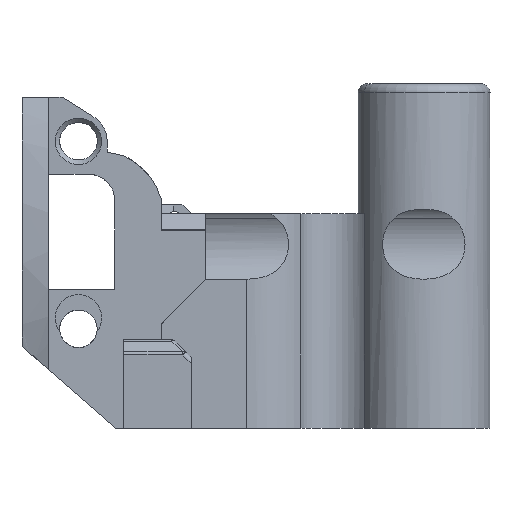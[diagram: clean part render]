
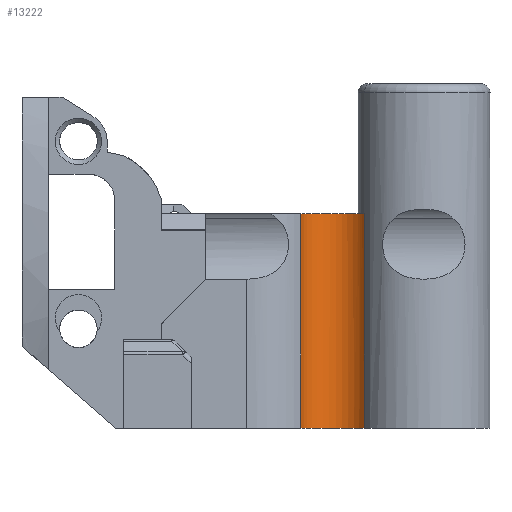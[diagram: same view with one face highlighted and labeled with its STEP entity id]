
A CAD part, left-side view. The second image highlights one B-rep face of the part: STEP entity #13222.
In plain terms, the highlighted cylindrical face has radius 8.648 mm (diameter 17.295 mm), a partial arc.
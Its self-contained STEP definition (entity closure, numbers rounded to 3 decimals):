
#1511 = PLANE('',#1512);
#1512 = AXIS2_PLACEMENT_3D('',#1513,#1514,#1515);
#1513 = CARTESIAN_POINT('',(-6.719,36.466,0.));
#1514 = DIRECTION('',(0.,0.,-1.));
#1515 = DIRECTION('',(-1.,0.,0.));
#2657 = PLANE('',#2658);
#2658 = AXIS2_PLACEMENT_3D('',#2659,#2660,#2661);
#2659 = CARTESIAN_POINT('',(-4.03,48.244,48.576));
#2660 = DIRECTION('',(0.,0.,1.));
#2661 = DIRECTION('',(1.,0.,0.));
#3194 = VERTEX_POINT('',#3195);
#3195 = CARTESIAN_POINT('',(-6.467,16.311,0.));
#3214 = CYLINDRICAL_SURFACE('',#3215,15.);
#3215 = AXIS2_PLACEMENT_3D('',#3216,#3217,#3218);
#3216 = CARTESIAN_POINT('',(0.,2.777,0.));
#3217 = DIRECTION('',(-0.,-0.,-1.));
#3218 = DIRECTION('',(1.,0.,0.));
#3248 = EDGE_CURVE('',#3194,#3249,#3251,.T.);
#3249 = VERTEX_POINT('',#3250);
#3250 = CARTESIAN_POINT('',(-8.908,30.708,0.));
#3251 = SURFACE_CURVE('',#3252,(#3257,#3268),.PCURVE_S1.);
#3252 = CIRCLE('',#3253,8.648);
#3253 = AXIS2_PLACEMENT_3D('',#3254,#3255,#3256);
#3254 = CARTESIAN_POINT('',(-12.256,22.735,0.));
#3255 = DIRECTION('',(0.,0.,1.));
#3256 = DIRECTION('',(1.,0.,0.));
#3257 = PCURVE('',#1511,#3258);
#3258 = DEFINITIONAL_REPRESENTATION('',(#3259),#3267);
#3259 = ( BOUNDED_CURVE() B_SPLINE_CURVE(2,(#3260,#3261,#3262,#3263,
#3264,#3265,#3266),.UNSPECIFIED.,.F.,.F.) B_SPLINE_CURVE_WITH_KNOTS((1,2
    ,2,2,2,1),(-2.094,0.,2.094,4.189,
6.283,8.378),.UNSPECIFIED.) CURVE() 
GEOMETRIC_REPRESENTATION_ITEM() RATIONAL_B_SPLINE_CURVE((1.,0.5,1.,0.5,
1.,0.5,1.)) REPRESENTATION_ITEM('') );
#3260 = CARTESIAN_POINT('',(-3.111,-13.731));
#3261 = CARTESIAN_POINT('',(-3.111,1.247));
#3262 = CARTESIAN_POINT('',(9.86,-6.242));
#3263 = CARTESIAN_POINT('',(22.832,-13.731));
#3264 = CARTESIAN_POINT('',(9.86,-21.22));
#3265 = CARTESIAN_POINT('',(-3.111,-28.709));
#3266 = CARTESIAN_POINT('',(-3.111,-13.731));
#3267 = ( GEOMETRIC_REPRESENTATION_CONTEXT(2) 
PARAMETRIC_REPRESENTATION_CONTEXT() REPRESENTATION_CONTEXT('2D SPACE',''
  ) );
#3268 = PCURVE('',#3269,#3274);
#3269 = CYLINDRICAL_SURFACE('',#3270,8.648);
#3270 = AXIS2_PLACEMENT_3D('',#3271,#3272,#3273);
#3271 = CARTESIAN_POINT('',(-12.256,22.735,0.));
#3272 = DIRECTION('',(-0.,-0.,-1.));
#3273 = DIRECTION('',(1.,0.,0.));
#3274 = DEFINITIONAL_REPRESENTATION('',(#3275),#3279);
#3275 = LINE('',#3276,#3277);
#3276 = CARTESIAN_POINT('',(6.283,-0.));
#3277 = VECTOR('',#3278,1.);
#3278 = DIRECTION('',(-1.,0.));
#3279 = ( GEOMETRIC_REPRESENTATION_CONTEXT(2) 
PARAMETRIC_REPRESENTATION_CONTEXT() REPRESENTATION_CONTEXT('2D SPACE',''
  ) );
#3302 = CYLINDRICAL_SURFACE('',#3303,15.);
#3303 = AXIS2_PLACEMENT_3D('',#3304,#3305,#3306);
#3304 = CARTESIAN_POINT('',(0.,42.777,0.));
#3305 = DIRECTION('',(-0.,-0.,-1.));
#3306 = DIRECTION('',(1.,0.,0.));
#5922 = VERTEX_POINT('',#5923);
#5923 = CARTESIAN_POINT('',(-8.908,30.708,48.576));
#5949 = EDGE_CURVE('',#5922,#5950,#5952,.T.);
#5950 = VERTEX_POINT('',#5951);
#5951 = CARTESIAN_POINT('',(-3.718,24.111,48.576));
#5952 = SURFACE_CURVE('',#5953,(#5958,#5969),.PCURVE_S1.);
#5953 = CIRCLE('',#5954,8.648);
#5954 = AXIS2_PLACEMENT_3D('',#5955,#5956,#5957);
#5955 = CARTESIAN_POINT('',(-12.256,22.735,48.576));
#5956 = DIRECTION('',(0.,0.,-1.));
#5957 = DIRECTION('',(1.,0.,0.));
#5958 = PCURVE('',#2657,#5959);
#5959 = DEFINITIONAL_REPRESENTATION('',(#5960),#5968);
#5960 = ( BOUNDED_CURVE() B_SPLINE_CURVE(2,(#5961,#5962,#5963,#5964,
#5965,#5966,#5967),.UNSPECIFIED.,.F.,.F.) B_SPLINE_CURVE_WITH_KNOTS((1,2
    ,2,2,2,1),(-2.094,0.,2.094,4.189,
6.283,8.378),.UNSPECIFIED.) CURVE() 
GEOMETRIC_REPRESENTATION_ITEM() RATIONAL_B_SPLINE_CURVE((1.,0.5,1.,0.5,
1.,0.5,1.)) REPRESENTATION_ITEM('') );
#5961 = CARTESIAN_POINT('',(0.421,-25.509));
#5962 = CARTESIAN_POINT('',(0.421,-40.487));
#5963 = CARTESIAN_POINT('',(-12.55,-32.998));
#5964 = CARTESIAN_POINT('',(-25.522,-25.509));
#5965 = CARTESIAN_POINT('',(-12.55,-18.02));
#5966 = CARTESIAN_POINT('',(0.421,-10.53));
#5967 = CARTESIAN_POINT('',(0.421,-25.509));
#5968 = ( GEOMETRIC_REPRESENTATION_CONTEXT(2) 
PARAMETRIC_REPRESENTATION_CONTEXT() REPRESENTATION_CONTEXT('2D SPACE',''
  ) );
#5969 = PCURVE('',#3269,#5970);
#5970 = DEFINITIONAL_REPRESENTATION('',(#5971),#5975);
#5971 = LINE('',#5972,#5973);
#5972 = CARTESIAN_POINT('',(-6.283,-48.576));
#5973 = VECTOR('',#5974,1.);
#5974 = DIRECTION('',(1.,-0.));
#5975 = ( GEOMETRIC_REPRESENTATION_CONTEXT(2) 
PARAMETRIC_REPRESENTATION_CONTEXT() REPRESENTATION_CONTEXT('2D SPACE',''
  ) );
#5977 = EDGE_CURVE('',#5950,#5978,#5980,.T.);
#5978 = VERTEX_POINT('',#5979);
#5979 = CARTESIAN_POINT('',(-5.235,17.686,48.576));
#5980 = SURFACE_CURVE('',#5981,(#5986,#5997),.PCURVE_S1.);
#5981 = CIRCLE('',#5982,8.648);
#5982 = AXIS2_PLACEMENT_3D('',#5983,#5984,#5985);
#5983 = CARTESIAN_POINT('',(-12.256,22.735,48.576));
#5984 = DIRECTION('',(0.,0.,-1.));
#5985 = DIRECTION('',(1.,0.,0.));
#5986 = PCURVE('',#2657,#5987);
#5987 = DEFINITIONAL_REPRESENTATION('',(#5988),#5996);
#5988 = ( BOUNDED_CURVE() B_SPLINE_CURVE(2,(#5989,#5990,#5991,#5992,
#5993,#5994,#5995),.UNSPECIFIED.,.F.,.F.) B_SPLINE_CURVE_WITH_KNOTS((1,2
    ,2,2,2,1),(-2.094,0.,2.094,4.189,
6.283,8.378),.UNSPECIFIED.) CURVE() 
GEOMETRIC_REPRESENTATION_ITEM() RATIONAL_B_SPLINE_CURVE((1.,0.5,1.,0.5,
1.,0.5,1.)) REPRESENTATION_ITEM('') );
#5989 = CARTESIAN_POINT('',(0.421,-25.509));
#5990 = CARTESIAN_POINT('',(0.421,-40.487));
#5991 = CARTESIAN_POINT('',(-12.55,-32.998));
#5992 = CARTESIAN_POINT('',(-25.522,-25.509));
#5993 = CARTESIAN_POINT('',(-12.55,-18.02));
#5994 = CARTESIAN_POINT('',(0.421,-10.53));
#5995 = CARTESIAN_POINT('',(0.421,-25.509));
#5996 = ( GEOMETRIC_REPRESENTATION_CONTEXT(2) 
PARAMETRIC_REPRESENTATION_CONTEXT() REPRESENTATION_CONTEXT('2D SPACE',''
  ) );
#5997 = PCURVE('',#3269,#5998);
#5998 = DEFINITIONAL_REPRESENTATION('',(#5999),#6003);
#5999 = LINE('',#6000,#6001);
#6000 = CARTESIAN_POINT('',(-6.283,-48.576));
#6001 = VECTOR('',#6002,1.);
#6002 = DIRECTION('',(1.,-0.));
#6003 = ( GEOMETRIC_REPRESENTATION_CONTEXT(2) 
PARAMETRIC_REPRESENTATION_CONTEXT() REPRESENTATION_CONTEXT('2D SPACE',''
  ) );
#6005 = EDGE_CURVE('',#5978,#6006,#6008,.T.);
#6006 = VERTEX_POINT('',#6007);
#6007 = CARTESIAN_POINT('',(-6.467,16.311,48.576));
#6008 = SURFACE_CURVE('',#6009,(#6014,#6025),.PCURVE_S1.);
#6009 = CIRCLE('',#6010,8.648);
#6010 = AXIS2_PLACEMENT_3D('',#6011,#6012,#6013);
#6011 = CARTESIAN_POINT('',(-12.256,22.735,48.576));
#6012 = DIRECTION('',(0.,0.,-1.));
#6013 = DIRECTION('',(1.,0.,0.));
#6014 = PCURVE('',#2657,#6015);
#6015 = DEFINITIONAL_REPRESENTATION('',(#6016),#6024);
#6016 = ( BOUNDED_CURVE() B_SPLINE_CURVE(2,(#6017,#6018,#6019,#6020,
#6021,#6022,#6023),.UNSPECIFIED.,.F.,.F.) B_SPLINE_CURVE_WITH_KNOTS((1,2
    ,2,2,2,1),(-2.094,0.,2.094,4.189,
6.283,8.378),.UNSPECIFIED.) CURVE() 
GEOMETRIC_REPRESENTATION_ITEM() RATIONAL_B_SPLINE_CURVE((1.,0.5,1.,0.5,
1.,0.5,1.)) REPRESENTATION_ITEM('') );
#6017 = CARTESIAN_POINT('',(0.421,-25.509));
#6018 = CARTESIAN_POINT('',(0.421,-40.487));
#6019 = CARTESIAN_POINT('',(-12.55,-32.998));
#6020 = CARTESIAN_POINT('',(-25.522,-25.509));
#6021 = CARTESIAN_POINT('',(-12.55,-18.02));
#6022 = CARTESIAN_POINT('',(0.421,-10.53));
#6023 = CARTESIAN_POINT('',(0.421,-25.509));
#6024 = ( GEOMETRIC_REPRESENTATION_CONTEXT(2) 
PARAMETRIC_REPRESENTATION_CONTEXT() REPRESENTATION_CONTEXT('2D SPACE',''
  ) );
#6025 = PCURVE('',#3269,#6026);
#6026 = DEFINITIONAL_REPRESENTATION('',(#6027),#6031);
#6027 = LINE('',#6028,#6029);
#6028 = CARTESIAN_POINT('',(-6.283,-48.576));
#6029 = VECTOR('',#6030,1.);
#6030 = DIRECTION('',(1.,-0.));
#6031 = ( GEOMETRIC_REPRESENTATION_CONTEXT(2) 
PARAMETRIC_REPRESENTATION_CONTEXT() REPRESENTATION_CONTEXT('2D SPACE',''
  ) );
#10333 = EDGE_CURVE('',#3194,#6006,#10334,.T.);
#10334 = SURFACE_CURVE('',#10335,(#10339,#10346),.PCURVE_S1.);
#10335 = LINE('',#10336,#10337);
#10336 = CARTESIAN_POINT('',(-6.467,16.311,0.));
#10337 = VECTOR('',#10338,1.);
#10338 = DIRECTION('',(0.,0.,1.));
#10339 = PCURVE('',#3214,#10340);
#10340 = DEFINITIONAL_REPRESENTATION('',(#10341),#10345);
#10341 = LINE('',#10342,#10343);
#10342 = CARTESIAN_POINT('',(-2.017,0.));
#10343 = VECTOR('',#10344,1.);
#10344 = DIRECTION('',(-0.,-1.));
#10345 = ( GEOMETRIC_REPRESENTATION_CONTEXT(2) 
PARAMETRIC_REPRESENTATION_CONTEXT() REPRESENTATION_CONTEXT('2D SPACE',''
  ) );
#10346 = PCURVE('',#3269,#10347);
#10347 = DEFINITIONAL_REPRESENTATION('',(#10348),#10352);
#10348 = LINE('',#10349,#10350);
#10349 = CARTESIAN_POINT('',(0.837,-0.));
#10350 = VECTOR('',#10351,1.);
#10351 = DIRECTION('',(-0.,-1.));
#10352 = ( GEOMETRIC_REPRESENTATION_CONTEXT(2) 
PARAMETRIC_REPRESENTATION_CONTEXT() REPRESENTATION_CONTEXT('2D SPACE',''
  ) );
#13222 = ADVANCED_FACE('',(#13223),#3269,.F.);
#13223 = FACE_BOUND('',#13224,.T.);
#13224 = EDGE_LOOP('',(#13225,#13226,#13227,#13228,#13229,#13230));
#13225 = ORIENTED_EDGE('',*,*,#3248,.F.);
#13226 = ORIENTED_EDGE('',*,*,#10333,.T.);
#13227 = ORIENTED_EDGE('',*,*,#6005,.F.);
#13228 = ORIENTED_EDGE('',*,*,#5977,.F.);
#13229 = ORIENTED_EDGE('',*,*,#5949,.F.);
#13230 = ORIENTED_EDGE('',*,*,#13231,.F.);
#13231 = EDGE_CURVE('',#3249,#5922,#13232,.T.);
#13232 = SURFACE_CURVE('',#13233,(#13237,#13244),.PCURVE_S1.);
#13233 = LINE('',#13234,#13235);
#13234 = CARTESIAN_POINT('',(-8.908,30.708,0.));
#13235 = VECTOR('',#13236,1.);
#13236 = DIRECTION('',(0.,0.,1.));
#13237 = PCURVE('',#3269,#13238);
#13238 = DEFINITIONAL_REPRESENTATION('',(#13239),#13243);
#13239 = LINE('',#13240,#13241);
#13240 = CARTESIAN_POINT('',(-1.173,0.));
#13241 = VECTOR('',#13242,1.);
#13242 = DIRECTION('',(-0.,-1.));
#13243 = ( GEOMETRIC_REPRESENTATION_CONTEXT(2) 
PARAMETRIC_REPRESENTATION_CONTEXT() REPRESENTATION_CONTEXT('2D SPACE',''
  ) );
#13244 = PCURVE('',#3302,#13245);
#13245 = DEFINITIONAL_REPRESENTATION('',(#13246),#13250);
#13246 = LINE('',#13247,#13248);
#13247 = CARTESIAN_POINT('',(-4.077,0.));
#13248 = VECTOR('',#13249,1.);
#13249 = DIRECTION('',(-0.,-1.));
#13250 = ( GEOMETRIC_REPRESENTATION_CONTEXT(2) 
PARAMETRIC_REPRESENTATION_CONTEXT() REPRESENTATION_CONTEXT('2D SPACE',''
  ) );
